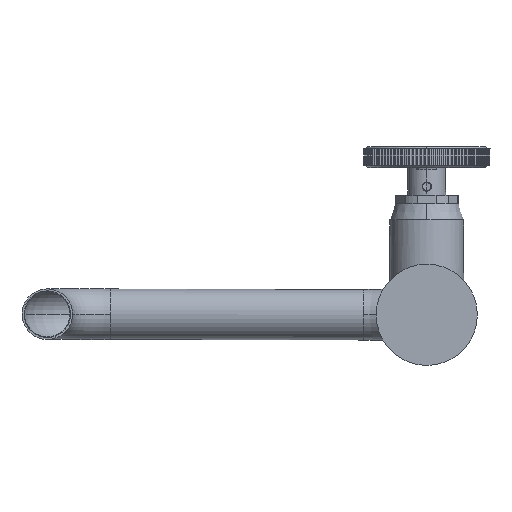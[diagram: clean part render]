
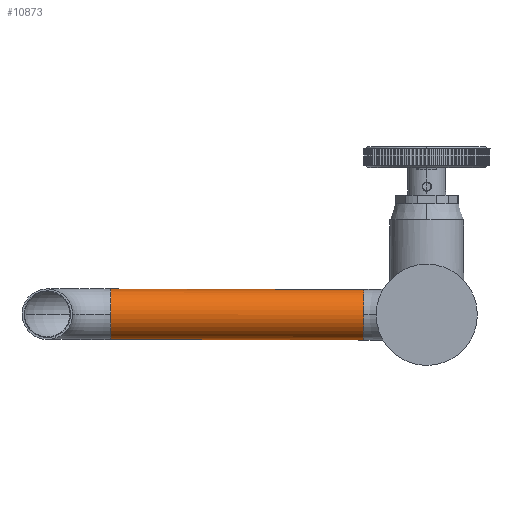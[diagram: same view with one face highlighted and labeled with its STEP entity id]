
A CAD part, front view. The second image highlights one B-rep face of the part: STEP entity #10873.
In plain terms, the highlighted cylindrical face has radius 12 mm (diameter 24 mm), a partial arc.
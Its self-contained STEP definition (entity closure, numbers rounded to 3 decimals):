
#108 = DIRECTION ( 'NONE',  ( -0.002, 0., -1. ) ) ;
#172 = ORIENTED_EDGE ( 'NONE', *, *, #1087, .T. ) ;
#608 = DIRECTION ( 'NONE',  ( -1., 0., 0.002 ) ) ;
#1087 = EDGE_CURVE ( 'NONE', #17927, #6784, #7946, .T. ) ;
#1117 = AXIS2_PLACEMENT_3D ( 'NONE', #13440, #1760, #108 ) ;
#1432 = VECTOR ( 'NONE', #11400, 1000. ) ;
#1760 = DIRECTION ( 'NONE',  ( -1., 0., 0.002 ) ) ;
#1991 = VERTEX_POINT ( 'NONE', #19662 ) ;
#2021 = DIRECTION ( 'NONE',  ( -1., 0., 0.002 ) ) ;
#2058 = FACE_OUTER_BOUND ( 'NONE', #2314, .T. ) ;
#2124 = CARTESIAN_POINT ( 'NONE',  ( -30.7, 292.911, 48.051 ) ) ;
#2314 = EDGE_LOOP ( 'NONE', ( #3188, #9616, #172, #8044, #13223, #5209 ) ) ;
#3188 = ORIENTED_EDGE ( 'NONE', *, *, #16505, .F. ) ;
#3463 = CARTESIAN_POINT ( 'NONE',  ( -30.7, 304.911, 48.051 ) ) ;
#3466 = CARTESIAN_POINT ( 'NONE',  ( -150.7, 292.911, 48.253 ) ) ;
#3501 = AXIS2_PLACEMENT_3D ( 'NONE', #3463, #2021, #19000 ) ;
#3760 = VECTOR ( 'NONE', #608, 1000. ) ;
#4118 = CARTESIAN_POINT ( 'NONE',  ( -30.72, 304.911, 36.051 ) ) ;
#5209 = ORIENTED_EDGE ( 'NONE', *, *, #12308, .F. ) ;
#5223 = CARTESIAN_POINT ( 'NONE',  ( -30.68, 304.911, 60.051 ) ) ;
#5533 = EDGE_CURVE ( 'NONE', #18289, #9215, #12402, .T. ) ;
#6121 = EDGE_CURVE ( 'NONE', #8004, #17927, #17154, .T. ) ;
#6784 = VERTEX_POINT ( 'NONE', #5223 ) ;
#7032 = DIRECTION ( 'NONE',  ( -1., 0., 0.002 ) ) ;
#7715 = CARTESIAN_POINT ( 'NONE',  ( -150.68, 304.911, 60.253 ) ) ;
#7946 = CIRCLE ( 'NONE', #21063, 12. ) ;
#8004 = VERTEX_POINT ( 'NONE', #4118 ) ;
#8044 = ORIENTED_EDGE ( 'NONE', *, *, #14286, .T. ) ;
#8092 = CARTESIAN_POINT ( 'NONE',  ( -150.7, 304.911, 48.253 ) ) ;
#8535 = LINE ( 'NONE', #17887, #3760 ) ;
#8776 = CIRCLE ( 'NONE', #18039, 12. ) ;
#9215 = VERTEX_POINT ( 'NONE', #7715 ) ;
#9616 = ORIENTED_EDGE ( 'NONE', *, *, #6121, .T. ) ;
#9809 = DIRECTION ( 'NONE',  ( -0.002, 0., -1. ) ) ;
#10632 = DIRECTION ( 'NONE',  ( -0.002, 0., -1. ) ) ;
#10873 = ADVANCED_FACE ( 'NONE', ( #2058 ), #12961, .T. ) ;
#11400 = DIRECTION ( 'NONE',  ( -1., 0., 0.002 ) ) ;
#12308 = EDGE_CURVE ( 'NONE', #1991, #18289, #8776, .T. ) ;
#12402 = CIRCLE ( 'NONE', #16745, 12. ) ;
#12961 = CYLINDRICAL_SURFACE ( 'NONE', #3501, 12. ) ;
#13223 = ORIENTED_EDGE ( 'NONE', *, *, #5533, .F. ) ;
#13440 = CARTESIAN_POINT ( 'NONE',  ( -30.7, 304.911, 48.051 ) ) ;
#14286 = EDGE_CURVE ( 'NONE', #6784, #9215, #17189, .T. ) ;
#14750 = DIRECTION ( 'NONE',  ( -1., 0., 0.002 ) ) ;
#16440 = CARTESIAN_POINT ( 'NONE',  ( -30.68, 304.911, 60.051 ) ) ;
#16505 = EDGE_CURVE ( 'NONE', #8004, #1991, #8535, .T. ) ;
#16731 = DIRECTION ( 'NONE',  ( -1., 0., 0.002 ) ) ;
#16745 = AXIS2_PLACEMENT_3D ( 'NONE', #17403, #7032, #10632 ) ;
#17154 = CIRCLE ( 'NONE', #1117, 12. ) ;
#17189 = LINE ( 'NONE', #16440, #1432 ) ;
#17403 = CARTESIAN_POINT ( 'NONE',  ( -150.7, 304.911, 48.253 ) ) ;
#17887 = CARTESIAN_POINT ( 'NONE',  ( -30.72, 304.911, 36.051 ) ) ;
#17927 = VERTEX_POINT ( 'NONE', #2124 ) ;
#18039 = AXIS2_PLACEMENT_3D ( 'NONE', #8092, #14750, #9809 ) ;
#18289 = VERTEX_POINT ( 'NONE', #3466 ) ;
#18295 = CARTESIAN_POINT ( 'NONE',  ( -30.7, 304.911, 48.051 ) ) ;
#19000 = DIRECTION ( 'NONE',  ( 0.002, 0., 1. ) ) ;
#19662 = CARTESIAN_POINT ( 'NONE',  ( -150.72, 304.911, 36.253 ) ) ;
#21063 = AXIS2_PLACEMENT_3D ( 'NONE', #18295, #16731, #21867 ) ;
#21867 = DIRECTION ( 'NONE',  ( -0.002, 0., -1. ) ) ;
